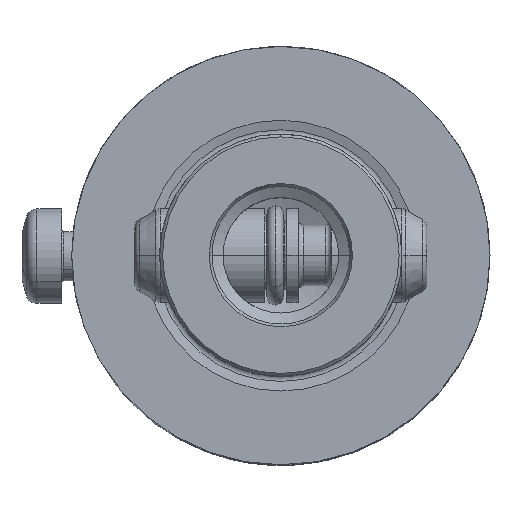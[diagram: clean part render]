
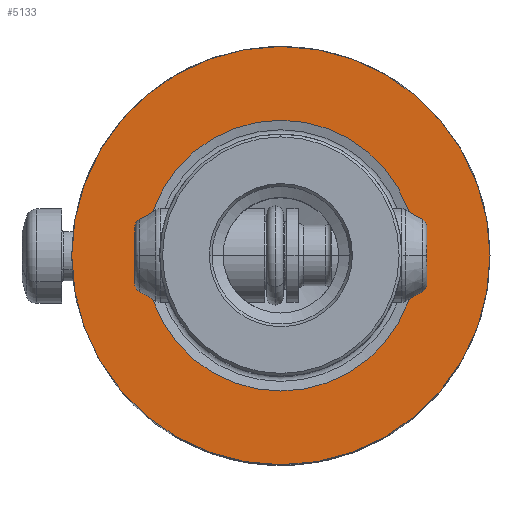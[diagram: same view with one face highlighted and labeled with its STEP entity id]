
A CAD part, top view. The second image highlights one B-rep face of the part: STEP entity #5133.
In plain terms, the highlighted planar face has unit normal (0, 0, 1).
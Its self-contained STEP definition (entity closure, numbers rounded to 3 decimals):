
#2685=EDGE_CURVE('NONE',#5117,#4751,#7330,.F.);
#3657=VERTEX_POINT('NONE',#8402);
#3971=EDGE_CURVE('NONE',#4303,#3657,#8752,.F.);
#4303=VERTEX_POINT('NONE',#9139);
#4751=VERTEX_POINT('NONE',#9643);
#5117=VERTEX_POINT('NONE',#10054);
#5133=ADVANCED_FACE('NONE',(#10071,#10072),#10073,.T.);
#6025=EDGE_CURVE('NONE',#3657,#4303,#11053,.F.);
#6213=EDGE_CURVE('NONE',#4751,#5117,#11267,.T.);
#7330=CIRCLE('',#12675,12.299);
#8402=CARTESIAN_POINT('',(19.0,0.0,0.));
#8752=CIRCLE('',#15024,19.0);
#9139=CARTESIAN_POINT('',(-19.0,0.,0.));
#9643=CARTESIAN_POINT('',(12.299,0.,0.0));
#10054=CARTESIAN_POINT('',(-12.299,0.,0.0));
#10071=FACE_OUTER_BOUND('',#16995,.T.);
#10072=FACE_BOUND('',#16996,.T.);
#10073=PLANE('',#16997);
#11053=CIRCLE('',#18707,19.0);
#11267=CIRCLE('',#18974,12.299);
#12675=AXIS2_PLACEMENT_3D('',#20763,#20764,#20765);
#15024=AXIS2_PLACEMENT_3D('',#22371,#22372,#22373);
#16995=EDGE_LOOP('',(#24068,#24069));
#16996=EDGE_LOOP('',(#24070,#24071));
#16997=AXIS2_PLACEMENT_3D('',#24072,#24073,#24074);
#18707=AXIS2_PLACEMENT_3D('',#25206,#25207,#25208);
#18974=AXIS2_PLACEMENT_3D('',#25480,#25481,#25482);
#20763=CARTESIAN_POINT('',(0.0,0.0,0.0));
#20764=DIRECTION('',(0.0,0.0,-1.0));
#20765=DIRECTION('',(1.0,0.,0.0));
#22371=CARTESIAN_POINT('',(0.0,0.0,0.0));
#22372=DIRECTION('',(0.0,0.0,-1.0));
#22373=DIRECTION('',(1.0,0.0,0.0));
#24068=ORIENTED_EDGE('',*,*,#6025,.T.);
#24069=ORIENTED_EDGE('',*,*,#3971,.T.);
#24070=ORIENTED_EDGE('',*,*,#6213,.F.);
#24071=ORIENTED_EDGE('',*,*,#2685,.F.);
#24072=CARTESIAN_POINT('',(0.0,11.0,0.0));
#24073=DIRECTION('',(0.0,0.0,1.0));
#24074=DIRECTION('',(1.0,0.0,0.0));
#25206=CARTESIAN_POINT('',(0.0,0.0,0.0));
#25207=DIRECTION('',(0.0,0.0,-1.0));
#25208=DIRECTION('',(1.0,0.0,0.0));
#25480=CARTESIAN_POINT('',(0.0,0.0,0.0));
#25481=DIRECTION('',(0.0,0.0,1.0));
#25482=DIRECTION('',(1.0,0.,0.0));
